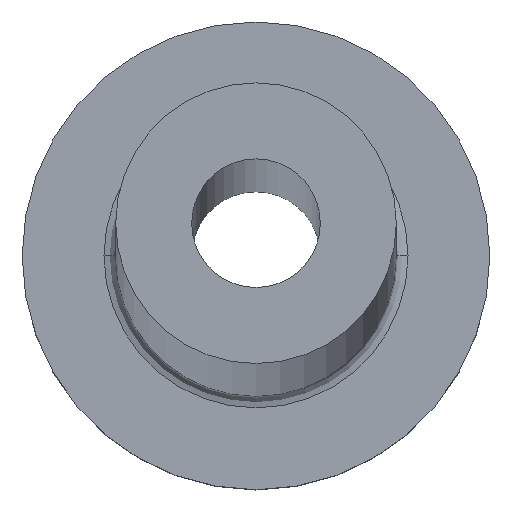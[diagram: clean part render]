
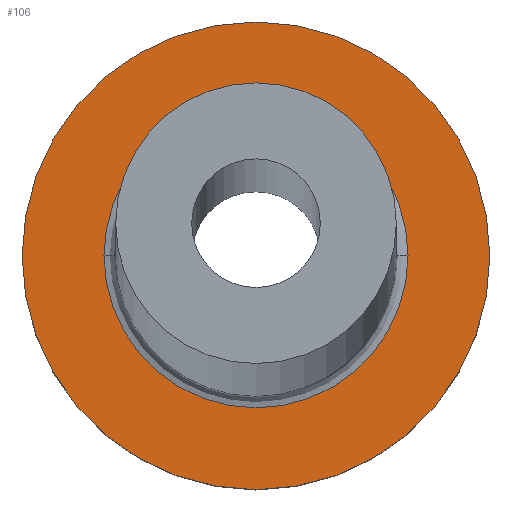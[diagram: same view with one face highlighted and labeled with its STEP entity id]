
A CAD part, top view. The second image highlights one B-rep face of the part: STEP entity #106.
In plain terms, the highlighted planar face has unit normal (0, 0, 1).
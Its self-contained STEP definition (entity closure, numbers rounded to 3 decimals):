
#1 = CIRCLE ( 'NONE', #199, 10. ) ;
#30 = FACE_BOUND ( 'NONE', #196, .T. ) ;
#33 = CARTESIAN_POINT ( 'NONE',  ( 0., 0., 7. ) ) ;
#36 = ORIENTED_EDGE ( 'NONE', *, *, #310, .T. ) ;
#73 = DIRECTION ( 'NONE',  ( 1., 0., 0. ) ) ;
#92 = DIRECTION ( 'NONE',  ( 1., 0., 0. ) ) ;
#103 = EDGE_LOOP ( 'NONE', ( #36, #223 ) ) ;
#106 = ADVANCED_FACE ( 'NONE', ( #30, #116 ), #124, .T. ) ;
#108 = DIRECTION ( 'NONE',  ( 0., 0., -1. ) ) ;
#110 = VERTEX_POINT ( 'NONE', #233 ) ;
#113 = EDGE_CURVE ( 'NONE', #110, #373, #374, .T. ) ;
#114 = DIRECTION ( 'NONE',  ( 0., 0., -1. ) ) ;
#116 = FACE_OUTER_BOUND ( 'NONE', #103, .T. ) ;
#124 = PLANE ( 'NONE',  #190 ) ;
#157 = AXIS2_PLACEMENT_3D ( 'NONE', #306, #213, #335 ) ;
#188 = DIRECTION ( 'NONE',  ( 1., 0., 0. ) ) ;
#190 = AXIS2_PLACEMENT_3D ( 'NONE', #200, #353, #244 ) ;
#195 = CARTESIAN_POINT ( 'NONE',  ( 0., 0., 7. ) ) ;
#196 = EDGE_LOOP ( 'NONE', ( #221, #198 ) ) ;
#198 = ORIENTED_EDGE ( 'NONE', *, *, #113, .T. ) ;
#199 = AXIS2_PLACEMENT_3D ( 'NONE', #195, #222, #188 ) ;
#200 = CARTESIAN_POINT ( 'NONE',  ( 0., 0., 7. ) ) ;
#213 = DIRECTION ( 'NONE',  ( 0., 0., 1. ) ) ;
#218 = CARTESIAN_POINT ( 'NONE',  ( -10., 0., 7. ) ) ;
#221 = ORIENTED_EDGE ( 'NONE', *, *, #280, .T. ) ;
#222 = DIRECTION ( 'NONE',  ( 0., 0., 1. ) ) ;
#223 = ORIENTED_EDGE ( 'NONE', *, *, #229, .T. ) ;
#225 = VERTEX_POINT ( 'NONE', #279 ) ;
#229 = EDGE_CURVE ( 'NONE', #225, #256, #305, .T. ) ;
#233 = CARTESIAN_POINT ( 'NONE',  ( -6.5, 0., 7. ) ) ;
#244 = DIRECTION ( 'NONE',  ( 1., 0., 0. ) ) ;
#256 = VERTEX_POINT ( 'NONE', #218 ) ;
#267 = AXIS2_PLACEMENT_3D ( 'NONE', #33, #114, #92 ) ;
#276 = AXIS2_PLACEMENT_3D ( 'NONE', #340, #108, #73 ) ;
#279 = CARTESIAN_POINT ( 'NONE',  ( 10., 0., 7. ) ) ;
#280 = EDGE_CURVE ( 'NONE', #373, #110, #326, .T. ) ;
#283 = CARTESIAN_POINT ( 'NONE',  ( 6.5, 0., 7. ) ) ;
#305 = CIRCLE ( 'NONE', #157, 10. ) ;
#306 = CARTESIAN_POINT ( 'NONE',  ( 0., 0., 7. ) ) ;
#310 = EDGE_CURVE ( 'NONE', #256, #225, #1, .T. ) ;
#326 = CIRCLE ( 'NONE', #276, 6.5 ) ;
#335 = DIRECTION ( 'NONE',  ( 1., 0., 0. ) ) ;
#340 = CARTESIAN_POINT ( 'NONE',  ( 0., 0., 7. ) ) ;
#353 = DIRECTION ( 'NONE',  ( 0., 0., 1. ) ) ;
#373 = VERTEX_POINT ( 'NONE', #283 ) ;
#374 = CIRCLE ( 'NONE', #267, 6.5 ) ;
